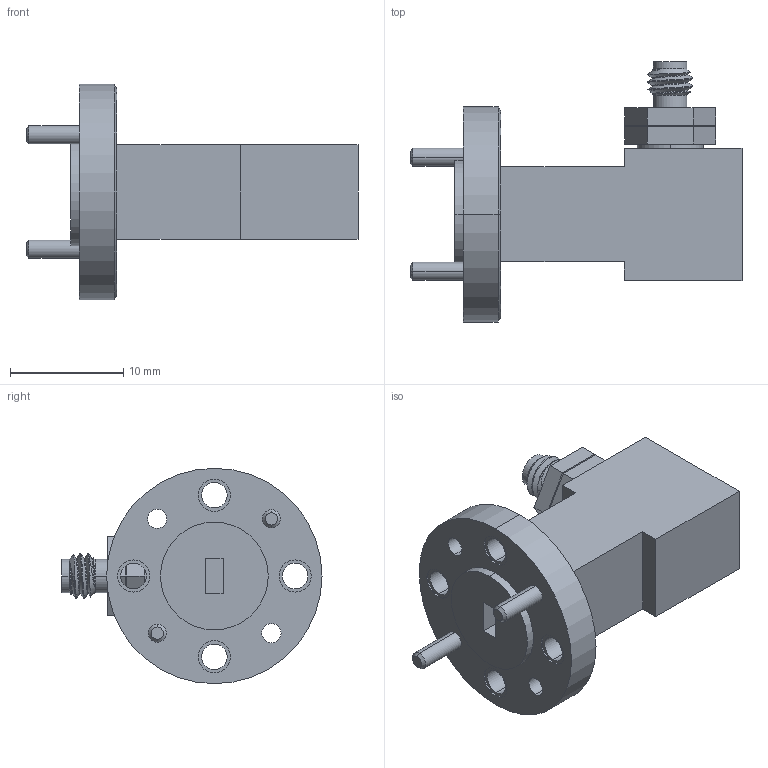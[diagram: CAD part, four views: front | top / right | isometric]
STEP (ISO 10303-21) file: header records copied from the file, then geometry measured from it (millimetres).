
FILE_DESCRIPTION (( 'STEP AP214' ), '1' );
FILE_NAME ('FM-W12CA001A_3D.step', '2024-03-27T19:44:26', ( '' ), ( '' ), 'SwSTEP 2.0', 'SolidWorks 2022', '' );
FILE_SCHEMA (( 'AUTOMOTIVE_DESIGN' ));
Length unit declared in the file: inch
Products named in the file (1): FM-W12CA001A_3D
Bounding box: 29.36 x 23 x 19.05 mm (x, y, z)
Volume: 2784.2 mm3; surface area: 2236.5 mm2
Topology: 1 solids, 1 shells, 118 faces, 273 edges, 178 vertices
Faces by surface type: cylinder 52, plane 47, cone 14, bspline 3, torus 2
Entity records: 4290 total; most frequent: CARTESIAN_POINT 1493, DIRECTION 593, ORIENTED_EDGE 546, EDGE_CURVE 273, AXIS2_PLACEMENT_3D 228, VERTEX_POINT 178, EDGE_LOOP 151, LINE 137
